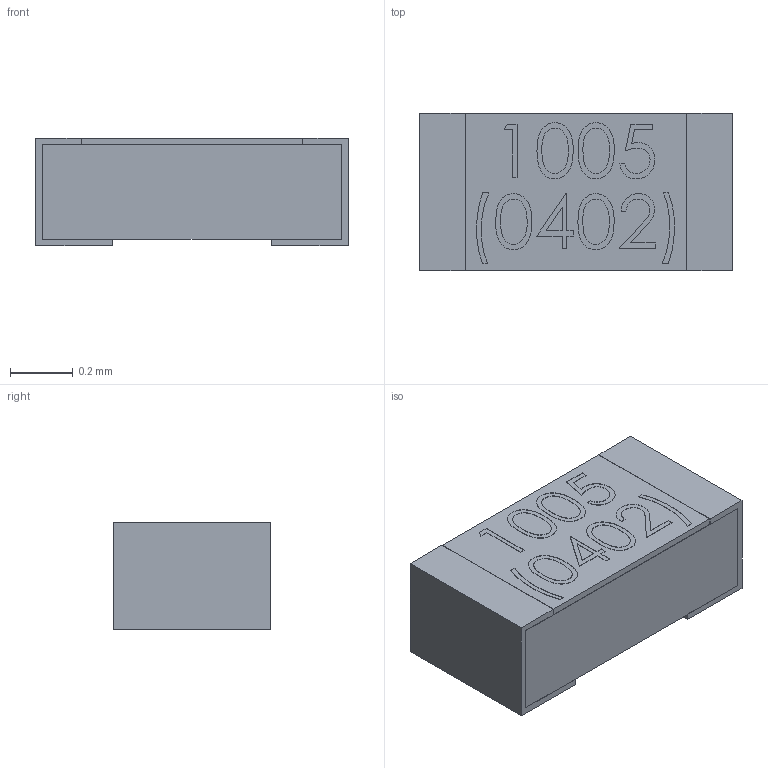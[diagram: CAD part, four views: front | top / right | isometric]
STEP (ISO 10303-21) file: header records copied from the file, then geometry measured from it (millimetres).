
FILE_DESCRIPTION (( 'STEP AP214' ), '1' );
FILE_NAME ('User Library-RESC1005X04N-1.STEP', '2021-11-23T11:53:42', ( '' ), ( '' ), 'SwSTEP 2.0', 'SolidWorks 2021', '' );
FILE_SCHEMA (( 'AUTOMOTIVE_DESIGN' ));
Length unit declared in the file: millimetre
Products named in the file (1): User Library-RESC1005X04N-1
Bounding box: 0.99 x 0.5 x 0.34 mm (x, y, z)
Volume: 0.2 mm3; surface area: 3.4 mm2
Topology: 3 solids, 3 shells, 139 faces, 351 edges, 234 vertices
Faces by surface type: plane 81, bspline 58
Entity records: 8585 total; most frequent: CARTESIAN_POINT 5183, ORIENTED_EDGE 702, DIRECTION 399, EDGE_CURVE 351, LINE 235, VECTOR 235, VERTEX_POINT 234, EDGE_LOOP 155
